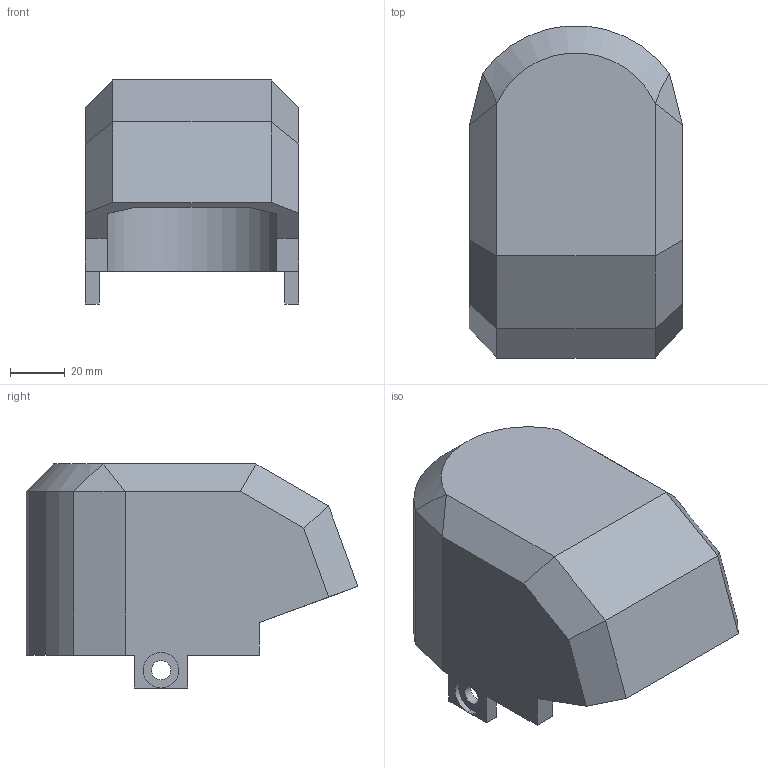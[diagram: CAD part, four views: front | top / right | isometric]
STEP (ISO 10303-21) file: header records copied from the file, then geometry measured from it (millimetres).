
FILE_DESCRIPTION(/* description */ (''),/* implementation_level */ '2;1');
FILE_NAME(/* name */ 'Thermal Cover Lid.stp',/* time_stamp */ '2025-12-22T15:47:37-05:00',/* author */ ('mayhe'),/* organization */ (''),/* preprocessor_version */ 'ST-DEVELOPER v20.1',/* originating_system */ 'Autodesk Inventor 2026',/* authorisation */ '');
FILE_SCHEMA (('AUTOMOTIVE_DESIGN { 1 0 10303 214 3 1 1 }'));
Length unit declared in the file: millimetre
Products named in the file (1): lid
Bounding box: 78 x 121.47 x 82 mm (x, y, z)
Volume: 185875.3 mm3; surface area: 53020.5 mm2
Topology: 1 solids, 1 shells, 624 faces, 1753 edges, 1163 vertices
Faces by surface type: bspline 484, plane 130, cylinder 8, cone 2
Full cylindrical faces by diameter (mm): 7 x2
Entity records: 21311 total; most frequent: CARTESIAN_POINT 8501, ORIENTED_EDGE 3510, EDGE_CURVE 1755, VERTEX_POINT 1162, DIRECTION 1083, B_SPLINE_CURVE_WITH_KNOTS 970, LINE 765, VECTOR 765
